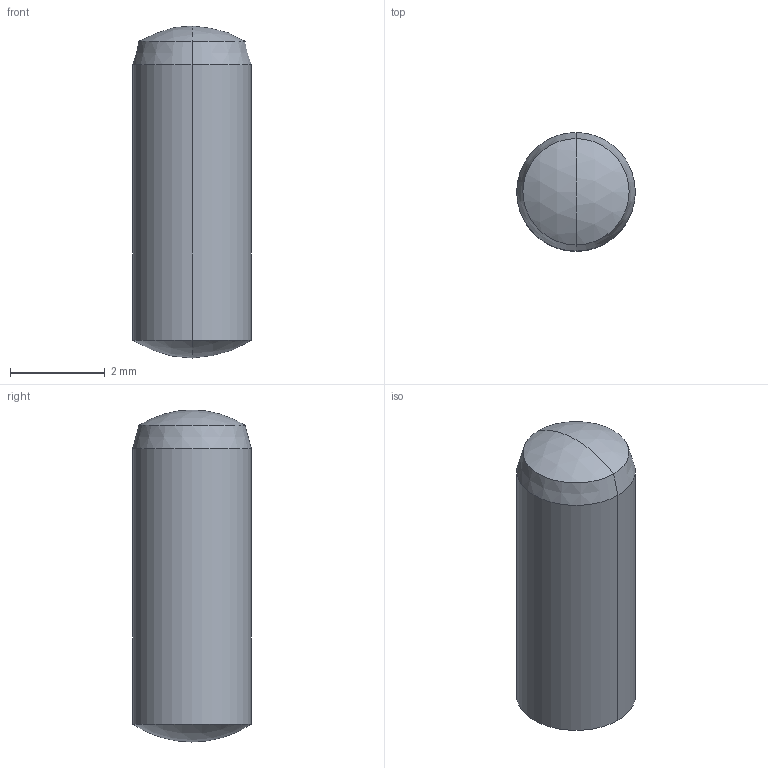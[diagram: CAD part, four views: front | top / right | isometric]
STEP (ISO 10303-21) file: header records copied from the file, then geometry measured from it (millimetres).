
FILE_DESCRIPTION (( 'STEP AP203' ), '1' );
FILE_NAME ('91595A103_Dowel Pin.STEP', '2022-08-02T19:03:54', ( 'Administrator' ), ( 'Managed by Terraform' ), 'SwSTEP 2.0', 'SolidWorks 2017', '' );
FILE_SCHEMA (( 'CONFIG_CONTROL_DESIGN' ));
Length unit declared in the file: millimetre
Products named in the file (1): 91595A103_Dowel Pin
Bounding box: 2.5 x 2.5 x 7 mm (x, y, z)
Volume: 32.3 mm3; surface area: 59 mm2
Topology: 1 solids, 1 shells, 8 faces, 14 edges, 8 vertices
Faces by surface type: sphere 4, cone 2, cylinder 2
Entity records: 273 total; most frequent: DIRECTION 42, CARTESIAN_POINT 31, ORIENTED_EDGE 28, AXIS2_PLACEMENT_3D 19, EDGE_CURVE 14, CIRCLE 10, VERTEX_POINT 8, FACE_OUTER_BOUND 8
